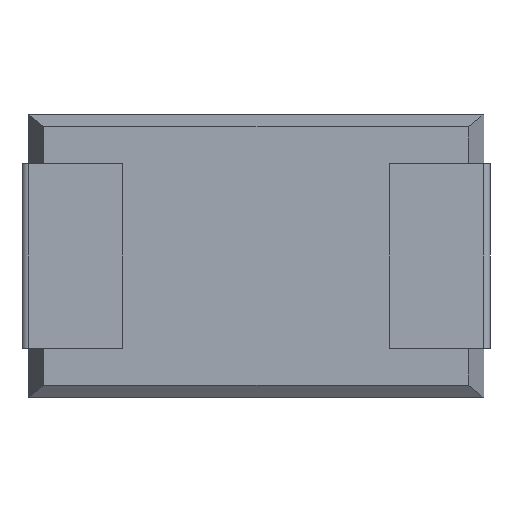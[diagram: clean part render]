
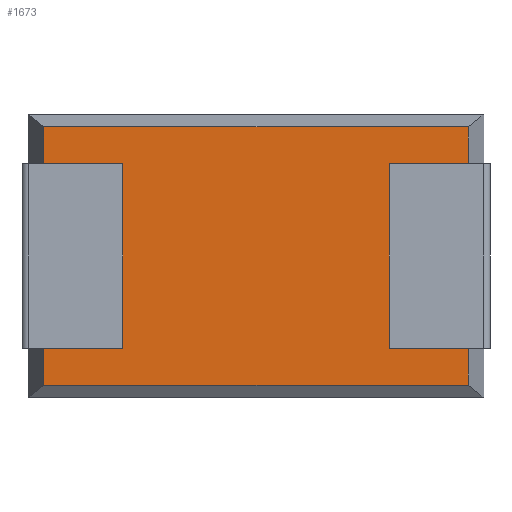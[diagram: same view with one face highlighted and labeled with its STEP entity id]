
A CAD part, front view. The second image highlights one B-rep face of the part: STEP entity #1673.
In plain terms, the highlighted planar face has unit normal (0, -1, 0).
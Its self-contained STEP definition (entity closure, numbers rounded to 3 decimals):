
#16 = DIRECTION ( 'NONE',  ( 0., 0., 1. ) ) ;
#19 = VECTOR ( 'NONE', #1055, 1000. ) ;
#64 = LINE ( 'NONE', #2415, #458 ) ;
#119 = EDGE_CURVE ( 'NONE', #963, #1658, #1591, .T. ) ;
#127 = VECTOR ( 'NONE', #1360, 1000. ) ;
#157 = EDGE_CURVE ( 'NONE', #403, #2304, #880, .T. ) ;
#169 = VECTOR ( 'NONE', #2657, 1000. ) ;
#200 = DIRECTION ( 'NONE',  ( -1., 0., 0. ) ) ;
#246 = CARTESIAN_POINT ( 'NONE',  ( 7.15, 0., -4.6 ) ) ;
#251 = CARTESIAN_POINT ( 'NONE',  ( 1.538, 0., -0.8 ) ) ;
#278 = DIRECTION ( 'NONE',  ( 0., -1., 0. ) ) ;
#332 = EDGE_CURVE ( 'NONE', #434, #2431, #1062, .T. ) ;
#352 = EDGE_CURVE ( 'NONE', #2553, #1178, #1261, .T. ) ;
#403 = VERTEX_POINT ( 'NONE', #1307 ) ;
#434 = VERTEX_POINT ( 'NONE', #1551 ) ;
#441 = EDGE_CURVE ( 'NONE', #1320, #1286, #1337, .T. ) ;
#458 = VECTOR ( 'NONE', #2797, 1000. ) ;
#523 = VECTOR ( 'NONE', #16, 1000. ) ;
#543 = CARTESIAN_POINT ( 'NONE',  ( 7.15, 0., -3.8 ) ) ;
#576 = LINE ( 'NONE', #1259, #169 ) ;
#577 = CARTESIAN_POINT ( 'NONE',  ( 1.538, 0., -3.8 ) ) ;
#640 = VECTOR ( 'NONE', #200, 1000. ) ;
#649 = EDGE_CURVE ( 'NONE', #1320, #2553, #576, .T. ) ;
#653 = CARTESIAN_POINT ( 'NONE',  ( 7.4, 0., -4.4 ) ) ;
#661 = ORIENTED_EDGE ( 'NONE', *, *, #1089, .T. ) ;
#688 = CARTESIAN_POINT ( 'NONE',  ( 5.862, 0., -3.8 ) ) ;
#833 = DIRECTION ( 'NONE',  ( -1., 0., 0. ) ) ;
#880 = LINE ( 'NONE', #653, #640 ) ;
#884 = VECTOR ( 'NONE', #833, 1000. ) ;
#891 = AXIS2_PLACEMENT_3D ( 'NONE', #1830, #278, #1633 ) ;
#904 = DIRECTION ( 'NONE',  ( 1., 0., 0. ) ) ;
#922 = CARTESIAN_POINT ( 'NONE',  ( 7.15, 0., -0.8 ) ) ;
#928 = LINE ( 'NONE', #2992, #127 ) ;
#953 = CARTESIAN_POINT ( 'NONE',  ( 1.538, 0., -0.8 ) ) ;
#963 = VERTEX_POINT ( 'NONE', #1255 ) ;
#1047 = CARTESIAN_POINT ( 'NONE',  ( 5.862, 0., -3.8 ) ) ;
#1050 = CARTESIAN_POINT ( 'NONE',  ( 5.862, 0., -0.8 ) ) ;
#1055 = DIRECTION ( 'NONE',  ( -1., 0., 0. ) ) ;
#1062 = LINE ( 'NONE', #577, #884 ) ;
#1089 = EDGE_CURVE ( 'NONE', #403, #1286, #1146, .T. ) ;
#1128 = VERTEX_POINT ( 'NONE', #953 ) ;
#1146 = LINE ( 'NONE', #246, #523 ) ;
#1166 = DIRECTION ( 'NONE',  ( -1., 0., 0. ) ) ;
#1178 = VERTEX_POINT ( 'NONE', #922 ) ;
#1202 = DIRECTION ( 'NONE',  ( 0., 0., 1. ) ) ;
#1255 = CARTESIAN_POINT ( 'NONE',  ( 0.25, 0., -0.8 ) ) ;
#1259 = CARTESIAN_POINT ( 'NONE',  ( 5.862, 0., -3.8 ) ) ;
#1261 = LINE ( 'NONE', #1508, #1520 ) ;
#1276 = LINE ( 'NONE', #2421, #19 ) ;
#1286 = VERTEX_POINT ( 'NONE', #543 ) ;
#1307 = CARTESIAN_POINT ( 'NONE',  ( 7.15, 0., -4.4 ) ) ;
#1318 = VECTOR ( 'NONE', #2286, 1000. ) ;
#1320 = VERTEX_POINT ( 'NONE', #1047 ) ;
#1321 = EDGE_CURVE ( 'NONE', #2162, #1658, #1276, .T. ) ;
#1337 = LINE ( 'NONE', #688, #1421 ) ;
#1338 = ORIENTED_EDGE ( 'NONE', *, *, #157, .F. ) ;
#1352 = ORIENTED_EDGE ( 'NONE', *, *, #332, .T. ) ;
#1360 = DIRECTION ( 'NONE',  ( 0., 0., 1. ) ) ;
#1421 = VECTOR ( 'NONE', #904, 1000. ) ;
#1508 = CARTESIAN_POINT ( 'NONE',  ( 5.862, 0., -0.8 ) ) ;
#1520 = VECTOR ( 'NONE', #2425, 1000. ) ;
#1551 = CARTESIAN_POINT ( 'NONE',  ( 1.538, 0., -3.8 ) ) ;
#1577 = EDGE_LOOP ( 'NONE', ( #661, #1720, #2393, #1834, #1999, #1681, #2030, #2783, #1736, #1352, #2401, #1338 ) ) ;
#1591 = LINE ( 'NONE', #2750, #1318 ) ;
#1610 = CARTESIAN_POINT ( 'NONE',  ( 0.25, 0., -4.4 ) ) ;
#1633 = DIRECTION ( 'NONE',  ( 0., 0., -1. ) ) ;
#1645 = PLANE ( 'NONE',  #891 ) ;
#1658 = VERTEX_POINT ( 'NONE', #2790 ) ;
#1673 = ADVANCED_FACE ( 'NONE', ( #2072 ), #1645, .T. ) ;
#1681 = ORIENTED_EDGE ( 'NONE', *, *, #1321, .T. ) ;
#1688 = CARTESIAN_POINT ( 'NONE',  ( 0.25, 0., -3.8 ) ) ;
#1720 = ORIENTED_EDGE ( 'NONE', *, *, #441, .F. ) ;
#1736 = ORIENTED_EDGE ( 'NONE', *, *, #2827, .F. ) ;
#1794 = CARTESIAN_POINT ( 'NONE',  ( 7.15, 0., -0.2 ) ) ;
#1830 = CARTESIAN_POINT ( 'NONE',  ( 0., 0., 0. ) ) ;
#1834 = ORIENTED_EDGE ( 'NONE', *, *, #352, .T. ) ;
#1999 = ORIENTED_EDGE ( 'NONE', *, *, #2495, .T. ) ;
#2030 = ORIENTED_EDGE ( 'NONE', *, *, #119, .F. ) ;
#2055 = VECTOR ( 'NONE', #1166, 1000. ) ;
#2072 = FACE_OUTER_BOUND ( 'NONE', #1577, .T. ) ;
#2162 = VERTEX_POINT ( 'NONE', #1794 ) ;
#2286 = DIRECTION ( 'NONE',  ( 0., 0., 1. ) ) ;
#2304 = VERTEX_POINT ( 'NONE', #1610 ) ;
#2393 = ORIENTED_EDGE ( 'NONE', *, *, #649, .T. ) ;
#2401 = ORIENTED_EDGE ( 'NONE', *, *, #2736, .F. ) ;
#2415 = CARTESIAN_POINT ( 'NONE',  ( 7.15, 0., -4.6 ) ) ;
#2421 = CARTESIAN_POINT ( 'NONE',  ( 7.4, 0., -0.2 ) ) ;
#2425 = DIRECTION ( 'NONE',  ( 1., 0., 0. ) ) ;
#2431 = VERTEX_POINT ( 'NONE', #1688 ) ;
#2495 = EDGE_CURVE ( 'NONE', #1178, #2162, #64, .T. ) ;
#2553 = VERTEX_POINT ( 'NONE', #1050 ) ;
#2590 = CARTESIAN_POINT ( 'NONE',  ( 0.25, 0., -4.6 ) ) ;
#2657 = DIRECTION ( 'NONE',  ( 0., 0., 1. ) ) ;
#2727 = LINE ( 'NONE', #251, #2055 ) ;
#2736 = EDGE_CURVE ( 'NONE', #2304, #2431, #2800, .T. ) ;
#2750 = CARTESIAN_POINT ( 'NONE',  ( 0.25, 0., -4.6 ) ) ;
#2783 = ORIENTED_EDGE ( 'NONE', *, *, #2852, .F. ) ;
#2790 = CARTESIAN_POINT ( 'NONE',  ( 0.25, 0., -0.2 ) ) ;
#2797 = DIRECTION ( 'NONE',  ( 0., 0., 1. ) ) ;
#2800 = LINE ( 'NONE', #2590, #2826 ) ;
#2826 = VECTOR ( 'NONE', #1202, 1000. ) ;
#2827 = EDGE_CURVE ( 'NONE', #434, #1128, #928, .T. ) ;
#2852 = EDGE_CURVE ( 'NONE', #1128, #963, #2727, .T. ) ;
#2992 = CARTESIAN_POINT ( 'NONE',  ( 1.538, 0., -3.8 ) ) ;
